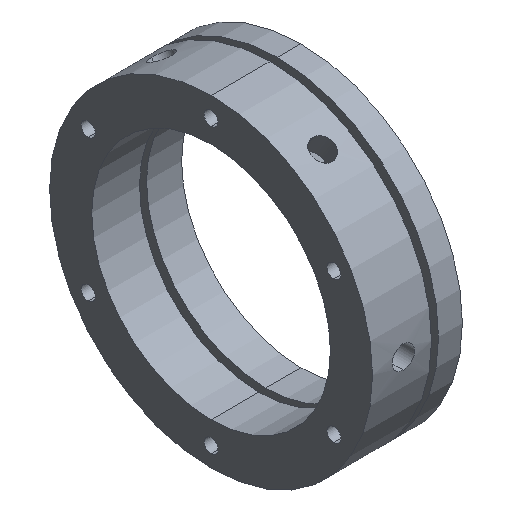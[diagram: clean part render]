
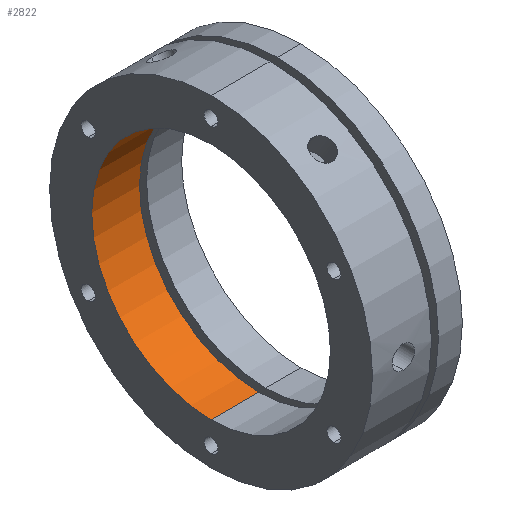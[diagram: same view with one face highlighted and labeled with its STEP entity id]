
A CAD part, isometric view. The second image highlights one B-rep face of the part: STEP entity #2822.
In plain terms, the highlighted cylindrical face has radius 42.5 mm (diameter 85 mm), a partial arc.
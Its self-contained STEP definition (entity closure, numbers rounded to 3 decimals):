
#114 = VERTEX_POINT ( 'NONE', #1288 ) ;
#270 = EDGE_LOOP ( 'NONE', ( #1514, #1513, #1512, #1511 ) ) ;
#401 = VERTEX_POINT ( 'NONE', #1392 ) ;
#404 = VERTEX_POINT ( 'NONE', #1395 ) ;
#450 = VERTEX_POINT ( 'NONE', #1832 ) ;
#609 = EDGE_CURVE ( 'NONE', #401, #404, #4176, .T. ) ;
#611 = EDGE_CURVE ( 'NONE', #114, #450, #4179, .T. ) ;
#838 = AXIS2_PLACEMENT_3D ( 'NONE', #2742, #2743, #2744 ) ;
#1104 = AXIS2_PLACEMENT_3D ( 'NONE', #3168, #3169, #3170 ) ;
#1288 = CARTESIAN_POINT ( 'NONE',  ( 0., 0., -42.5 ) ) ;
#1392 = CARTESIAN_POINT ( 'NONE',  ( 0., 0., 42.5 ) ) ;
#1395 = CARTESIAN_POINT ( 'NONE',  ( 17., 0., 42.5 ) ) ;
#1511 = ORIENTED_EDGE ( 'NONE', *, *, #1654, .F. ) ;
#1512 = ORIENTED_EDGE ( 'NONE', *, *, #611, .T. ) ;
#1513 = ORIENTED_EDGE ( 'NONE', *, *, #1728, .F. ) ;
#1514 = ORIENTED_EDGE ( 'NONE', *, *, #609, .F. ) ;
#1654 = EDGE_CURVE ( 'NONE', #404, #450, #4462, .T. ) ;
#1728 = EDGE_CURVE ( 'NONE', #114, #401, #4535, .T. ) ;
#1758 = AXIS2_PLACEMENT_3D ( 'NONE', #3277, #3276, #3274 ) ;
#1832 = CARTESIAN_POINT ( 'NONE',  ( 17., 0., -42.5 ) ) ;
#2228 = DIRECTION ( 'NONE',  ( 1., 0., 0. ) ) ;
#2229 = CARTESIAN_POINT ( 'NONE',  ( 16., 0., 42.5 ) ) ;
#2233 = DIRECTION ( 'NONE',  ( 1., 0., 0. ) ) ;
#2234 = CARTESIAN_POINT ( 'NONE',  ( 16., 0., -42.5 ) ) ;
#2742 = CARTESIAN_POINT ( 'NONE',  ( 17., 0., 0. ) ) ;
#2743 = DIRECTION ( 'NONE',  ( -1., 0., 0. ) ) ;
#2744 = DIRECTION ( 'NONE',  ( 0., 0., -1. ) ) ;
#2822 = ADVANCED_FACE ( 'NONE', ( #4619 ), #4624, .F. ) ;
#3168 = CARTESIAN_POINT ( 'NONE',  ( 0., 0., 0. ) ) ;
#3169 = DIRECTION ( 'NONE',  ( 1., 0., 0. ) ) ;
#3170 = DIRECTION ( 'NONE',  ( 0., 0., -1. ) ) ;
#3274 = DIRECTION ( 'NONE',  ( 0., 0., -1. ) ) ;
#3276 = DIRECTION ( 'NONE',  ( 1., 0., 0. ) ) ;
#3277 = CARTESIAN_POINT ( 'NONE',  ( 16., 0., 0. ) ) ;
#4176 = LINE ( 'NONE', #2229, #4180 ) ;
#4179 = LINE ( 'NONE', #2234, #4183 ) ;
#4180 = VECTOR ( 'NONE', #2228, 1000. ) ;
#4183 = VECTOR ( 'NONE', #2233, 1000. ) ;
#4462 = CIRCLE ( 'NONE', #838, 42.5 ) ;
#4535 = CIRCLE ( 'NONE', #1104, 42.5 ) ;
#4619 = FACE_OUTER_BOUND ( 'NONE', #270, .T. ) ;
#4624 = CYLINDRICAL_SURFACE ( 'NONE', #1758, 42.5 ) ;
